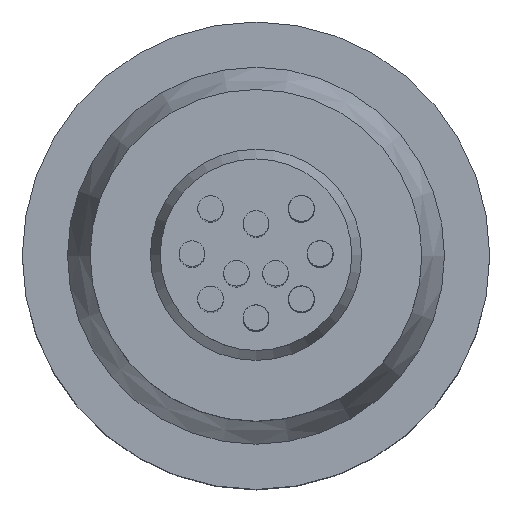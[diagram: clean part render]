
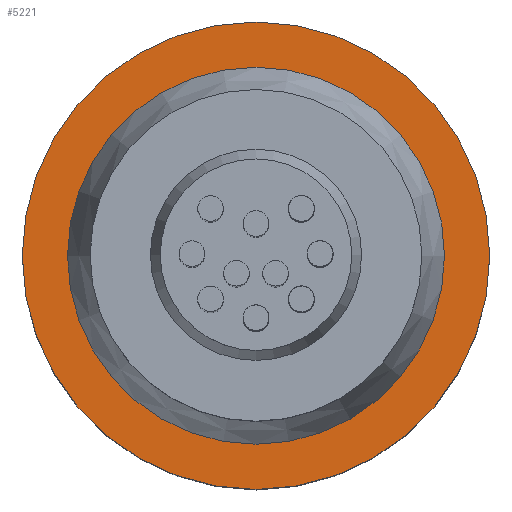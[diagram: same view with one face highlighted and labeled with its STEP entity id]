
A CAD part, top view. The second image highlights one B-rep face of the part: STEP entity #5221.
In plain terms, the highlighted planar face has unit normal (0, 0, 1).
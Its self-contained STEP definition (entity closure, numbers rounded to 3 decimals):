
#114=CIRCLE($,#5395,12.5);
#155=CIRCLE($,#5487,15.5);
#259=FACE_BOUND($,#1315,.T.);
#260=FACE_BOUND($,#1316,.T.);
#1315=EDGE_LOOP($,(#4519));
#1316=EDGE_LOOP($,(#4520));
#2447=VERTEX_POINT($,#12639);
#2488=VERTEX_POINT($,#12772);
#3124=EDGE_CURVE($,#2447,#2447,#114,.T.);
#3165=EDGE_CURVE($,#2488,#2488,#155,.T.);
#4519=ORIENTED_EDGE($,*,*,#3124,.T.);
#4520=ORIENTED_EDGE($,*,*,#3165,.F.);
#4646=PLANE($,#5488);
#5221=ADVANCED_FACE($,(#259,#260),#4646,.F.);
#5395=AXIS2_PLACEMENT_3D($,#12640,#6180,#6181);
#5487=AXIS2_PLACEMENT_3D($,#12773,#6364,#6365);
#5488=AXIS2_PLACEMENT_3D($,#12774,#6366,#6367);
#6180=DIRECTION('center_axis',(0.,0.,-1.));
#6181=DIRECTION('ref_axis',(1.,0.,0.));
#6364=DIRECTION('center_axis',(0.,0.,-1.));
#6365=DIRECTION('ref_axis',(-1.,0.,0.));
#6366=DIRECTION('center_axis',(0.,0.,-1.));
#6367=DIRECTION('ref_axis',(-1.,0.,0.));
#12639=CARTESIAN_POINT('',(-12.5,0.,19.));
#12640=CARTESIAN_POINT('Origin',(0.,0.,19.));
#12772=CARTESIAN_POINT('',(15.5,0.,19.));
#12773=CARTESIAN_POINT('Origin',(0.,0.,19.));
#12774=CARTESIAN_POINT('Origin',(0.,0.,19.));
